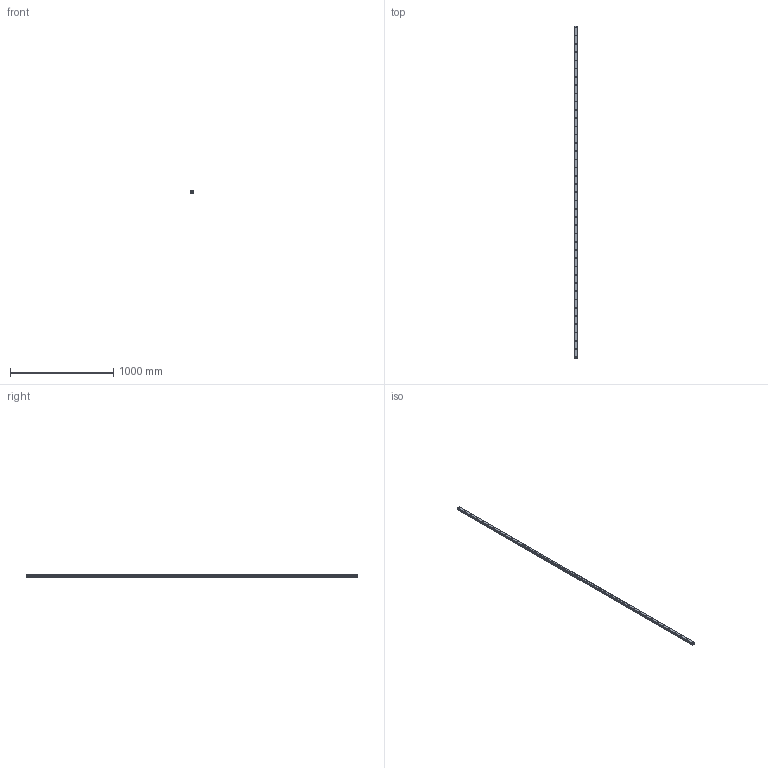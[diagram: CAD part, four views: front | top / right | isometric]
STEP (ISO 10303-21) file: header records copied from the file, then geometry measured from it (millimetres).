
FILE_DESCRIPTION(('STEP AP214'),'1');
FILE_NAME('cctmp_A9DFBE37-A5B5-4B81-9098-63FC114C9D66_2021_02_10_10_52_23_0997..stp','2021-02-10T09:52:24',('HIWIN GmbH'),('CADClick - www.CADClick.com'),'Spatial InterOp 3D',' ','unknown authorization');
FILE_SCHEMA(('AUTOMOTIVE_DESIGN'));
Length unit declared in the file: millimetre
Products named in the file (1): EGR30R3220C_FILE
Bounding box: 28 x 3220 x 23 mm (x, y, z)
Volume: 1799251.4 mm3; surface area: 361939.7 mm2
Topology: 1 solids, 1 shells, 472 faces, 1029 edges, 686 vertices
Faces by surface type: cylinder 264, plane 208
Entity records: 16941 total; most frequent: DIRECTION 2503, CARTESIAN_POINT 2188, ORIENTED_EDGE 2058, EDGE_CURVE 1029, AXIS2_PLACEMENT_3D 1001, VERTEX_POINT 686, EDGE_LOOP 599, CIRCLE 528
